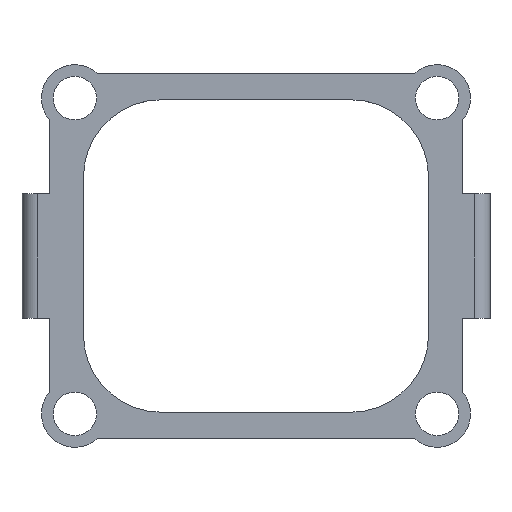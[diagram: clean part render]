
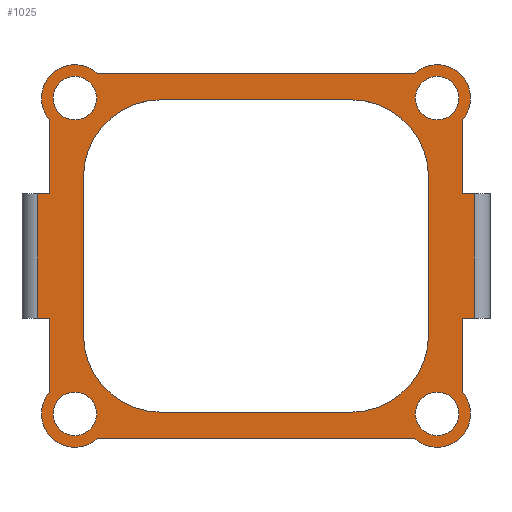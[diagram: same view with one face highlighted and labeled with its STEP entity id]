
A CAD part, top view. The second image highlights one B-rep face of the part: STEP entity #1025.
In plain terms, the highlighted planar face has unit normal (0, 0, 1).
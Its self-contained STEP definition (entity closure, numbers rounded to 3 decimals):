
#135=CARTESIAN_POINT('',(-6.1,5.05,1.));
#136=DIRECTION('',(0.,0.,-1.));
#137=DIRECTION('',(-1.,0.,0.));
#138=AXIS2_PLACEMENT_3D('',#135,#136,#137);
#153=CARTESIAN_POINT('',(-6.1,-5.05,1.));
#154=DIRECTION('',(0.,0.,-1.));
#155=DIRECTION('',(0.,-1.,0.));
#156=AXIS2_PLACEMENT_3D('',#153,#154,#155);
#171=CARTESIAN_POINT('',(6.1,-5.05,1.));
#172=DIRECTION('',(0.,0.,-1.));
#173=DIRECTION('',(1.,0.,0.));
#174=AXIS2_PLACEMENT_3D('',#171,#172,#173);
#189=CARTESIAN_POINT('',(6.1,5.05,1.));
#190=DIRECTION('',(0.,0.,-1.));
#191=DIRECTION('',(0.,1.,0.));
#192=AXIS2_PLACEMENT_3D('',#189,#190,#191);
#194=DIRECTION('',(0.,-1.,0.));
#195=VECTOR('',#194,10.1);
#196=CARTESIAN_POINT('',(11.1,5.05,1.));
#197=LINE('',#196,#195);
#198=DIRECTION('',(1.,0.,0.));
#199=VECTOR('',#198,12.2);
#200=CARTESIAN_POINT('',(-6.1,10.05,1.));
#201=LINE('',#200,#199);
#202=DIRECTION('',(0.,1.,0.));
#203=VECTOR('',#202,10.1);
#204=CARTESIAN_POINT('',(-11.1,-5.05,1.));
#205=LINE('',#204,#203);
#206=DIRECTION('',(-1.,0.,0.));
#207=VECTOR('',#206,12.2);
#208=CARTESIAN_POINT('',(6.1,-10.05,1.));
#209=LINE('',#208,#207);
#210=CARTESIAN_POINT('',(11.65,10.15,1.));
#211=DIRECTION('',(0.,0.,1.));
#212=DIRECTION('',(1.,0.,0.));
#213=AXIS2_PLACEMENT_3D('',#210,#211,#212);
#215=CARTESIAN_POINT('',(11.65,10.15,1.));
#216=DIRECTION('',(0.,0.,1.));
#217=DIRECTION('',(-1.,0.,0.));
#218=AXIS2_PLACEMENT_3D('',#215,#216,#217);
#220=CARTESIAN_POINT('',(11.65,-10.15,1.));
#221=DIRECTION('',(0.,0.,1.));
#222=DIRECTION('',(1.,0.,0.));
#223=AXIS2_PLACEMENT_3D('',#220,#221,#222);
#225=CARTESIAN_POINT('',(11.65,-10.15,1.));
#226=DIRECTION('',(0.,0.,1.));
#227=DIRECTION('',(-1.,0.,0.));
#228=AXIS2_PLACEMENT_3D('',#225,#226,#227);
#230=CARTESIAN_POINT('',(-11.65,-10.15,1.));
#231=DIRECTION('',(0.,0.,1.));
#232=DIRECTION('',(1.,0.,0.));
#233=AXIS2_PLACEMENT_3D('',#230,#231,#232);
#235=CARTESIAN_POINT('',(-11.65,-10.15,1.));
#236=DIRECTION('',(0.,0.,1.));
#237=DIRECTION('',(-1.,0.,0.));
#238=AXIS2_PLACEMENT_3D('',#235,#236,#237);
#240=CARTESIAN_POINT('',(-11.65,10.15,1.));
#241=DIRECTION('',(0.,0.,1.));
#242=DIRECTION('',(1.,0.,0.));
#243=AXIS2_PLACEMENT_3D('',#240,#241,#242);
#245=CARTESIAN_POINT('',(-11.65,10.15,1.));
#246=DIRECTION('',(0.,0.,1.));
#247=DIRECTION('',(-1.,0.,0.));
#248=AXIS2_PLACEMENT_3D('',#245,#246,#247);
#250=DIRECTION('',(0.,-1.,0.));
#251=VECTOR('',#250,4.682);
#252=CARTESIAN_POINT('',(-13.25,8.714,1.));
#253=LINE('',#252,#251);
#254=CARTESIAN_POINT('',(-11.65,10.15,1.));
#255=DIRECTION('',(0.,0.,1.));
#256=DIRECTION('',(0.668,0.744,0.));
#257=AXIS2_PLACEMENT_3D('',#254,#255,#256);
#259=DIRECTION('',(-1.,0.,0.));
#260=VECTOR('',#259,20.428);
#261=CARTESIAN_POINT('',(10.214,11.75,1.));
#262=LINE('',#261,#260);
#263=CARTESIAN_POINT('',(11.65,10.15,1.));
#264=DIRECTION('',(0.,0.,1.));
#265=DIRECTION('',(0.744,-0.668,0.));
#266=AXIS2_PLACEMENT_3D('',#263,#264,#265);
#268=DIRECTION('',(0.,1.,0.));
#269=VECTOR('',#268,4.682);
#270=CARTESIAN_POINT('',(13.25,4.031,1.));
#271=LINE('',#270,#269);
#272=DIRECTION('',(0.,-1.,0.));
#273=VECTOR('',#272,8.035);
#274=CARTESIAN_POINT('',(14.05,4.017,1.));
#275=LINE('',#274,#273);
#276=DIRECTION('',(0.,1.,0.));
#277=VECTOR('',#276,4.682);
#278=CARTESIAN_POINT('',(13.25,-8.714,1.));
#279=LINE('',#278,#277);
#280=CARTESIAN_POINT('',(11.65,-10.15,1.));
#281=DIRECTION('',(0.,0.,1.));
#282=DIRECTION('',(-0.668,-0.744,0.));
#283=AXIS2_PLACEMENT_3D('',#280,#281,#282);
#285=DIRECTION('',(1.,0.,0.));
#286=VECTOR('',#285,20.428);
#287=CARTESIAN_POINT('',(-10.214,-11.75,1.));
#288=LINE('',#287,#286);
#289=CARTESIAN_POINT('',(-11.65,-10.15,1.));
#290=DIRECTION('',(0.,0.,1.));
#291=DIRECTION('',(-0.744,0.668,0.));
#292=AXIS2_PLACEMENT_3D('',#289,#290,#291);
#294=DIRECTION('',(0.,-1.,0.));
#295=VECTOR('',#294,4.682);
#296=CARTESIAN_POINT('',(-13.25,-4.031,1.));
#297=LINE('',#296,#295);
#370=DIRECTION('',(1.,0.017,0.));
#371=VECTOR('',#370,0.8);
#372=CARTESIAN_POINT('',(13.25,-4.031,1.));
#373=LINE('',#372,#371);
#380=CARTESIAN_POINT('',(14.05,-4.017,1.));
#426=CARTESIAN_POINT('',(14.05,4.017,1.));
#434=DIRECTION('',(-1.,0.017,0.));
#435=VECTOR('',#434,0.8);
#436=CARTESIAN_POINT('',(14.05,4.017,1.));
#437=LINE('',#436,#435);
#494=CARTESIAN_POINT('',(-14.05,-4.017,1.));
#502=DIRECTION('',(1.,-0.017,0.));
#503=VECTOR('',#502,0.8);
#504=CARTESIAN_POINT('',(-14.05,-4.017,1.));
#505=LINE('',#504,#503);
#542=DIRECTION('',(-1.,-0.017,0.));
#543=VECTOR('',#542,0.8);
#544=CARTESIAN_POINT('',(-13.25,4.031,1.));
#545=LINE('',#544,#543);
#552=CARTESIAN_POINT('',(-14.05,4.017,1.));
#574=DIRECTION('',(0.,-1.,0.));
#575=VECTOR('',#574,8.035);
#576=CARTESIAN_POINT('',(-14.05,4.017,1.));
#577=LINE('',#576,#575);
#595=CARTESIAN_POINT('',(-6.1,10.05,1.));
#597=VERTEX_POINT('',#595);
#599=CARTESIAN_POINT('',(-11.1,5.05,1.));
#601=VERTEX_POINT('',#599);
#603=CARTESIAN_POINT('',(11.1,5.05,1.));
#605=VERTEX_POINT('',#603);
#607=CARTESIAN_POINT('',(6.1,10.05,1.));
#609=VERTEX_POINT('',#607);
#611=CARTESIAN_POINT('',(6.1,-10.05,1.));
#613=VERTEX_POINT('',#611);
#615=CARTESIAN_POINT('',(11.1,-5.05,1.));
#617=VERTEX_POINT('',#615);
#619=CARTESIAN_POINT('',(-11.1,-5.05,1.));
#621=VERTEX_POINT('',#619);
#623=CARTESIAN_POINT('',(-6.1,-10.05,1.));
#625=VERTEX_POINT('',#623);
#642=CARTESIAN_POINT('',(13.05,10.15,1.));
#643=CARTESIAN_POINT('',(10.25,10.15,1.));
#644=VERTEX_POINT('',#642);
#645=VERTEX_POINT('',#643);
#646=CARTESIAN_POINT('',(13.05,-10.15,1.));
#647=CARTESIAN_POINT('',(10.25,-10.15,1.));
#648=VERTEX_POINT('',#646);
#649=VERTEX_POINT('',#647);
#650=CARTESIAN_POINT('',(-10.25,-10.15,1.));
#651=CARTESIAN_POINT('',(-13.05,-10.15,1.));
#652=VERTEX_POINT('',#650);
#653=VERTEX_POINT('',#651);
#654=CARTESIAN_POINT('',(-10.25,10.15,1.));
#655=CARTESIAN_POINT('',(-13.05,10.15,1.));
#656=VERTEX_POINT('',#654);
#657=VERTEX_POINT('',#655);
#682=VERTEX_POINT('',#380);
#683=CARTESIAN_POINT('',(13.25,-4.031,1.));
#684=VERTEX_POINT('',#683);
#688=VERTEX_POINT('',#426);
#690=CARTESIAN_POINT('',(13.25,4.031,1.));
#691=VERTEX_POINT('',#690);
#709=CARTESIAN_POINT('',(-13.25,-4.031,1.));
#711=VERTEX_POINT('',#709);
#717=VERTEX_POINT('',#494);
#723=VERTEX_POINT('',#552);
#724=CARTESIAN_POINT('',(-13.25,4.031,1.));
#725=VERTEX_POINT('',#724);
#727=CARTESIAN_POINT('',(10.214,-11.75,1.));
#729=VERTEX_POINT('',#727);
#731=CARTESIAN_POINT('',(13.25,-8.714,1.));
#733=VERTEX_POINT('',#731);
#736=CARTESIAN_POINT('',(-10.214,-11.75,1.));
#737=VERTEX_POINT('',#736);
#739=CARTESIAN_POINT('',(-13.25,-8.714,1.));
#741=VERTEX_POINT('',#739);
#743=CARTESIAN_POINT('',(13.25,8.714,1.));
#745=VERTEX_POINT('',#743);
#747=CARTESIAN_POINT('',(10.214,11.75,1.));
#749=VERTEX_POINT('',#747);
#751=CARTESIAN_POINT('',(-10.214,11.75,1.));
#753=VERTEX_POINT('',#751);
#755=CARTESIAN_POINT('',(-13.25,8.714,1.));
#757=VERTEX_POINT('',#755);
#952=CARTESIAN_POINT('',(0.,0.,1.));
#953=DIRECTION('',(0.,0.,1.));
#954=DIRECTION('',(1.,0.,0.));
#955=AXIS2_PLACEMENT_3D('',#952,#953,#954);
#956=PLANE('',#955);
#958=ORIENTED_EDGE('',*,*,#957,.F.);
#960=ORIENTED_EDGE('',*,*,#959,.F.);
#962=ORIENTED_EDGE('',*,*,#961,.F.);
#964=ORIENTED_EDGE('',*,*,#963,.F.);
#966=ORIENTED_EDGE('',*,*,#965,.F.);
#968=ORIENTED_EDGE('',*,*,#967,.F.);
#970=ORIENTED_EDGE('',*,*,#969,.T.);
#972=ORIENTED_EDGE('',*,*,#971,.F.);
#974=ORIENTED_EDGE('',*,*,#973,.F.);
#976=ORIENTED_EDGE('',*,*,#975,.F.);
#978=ORIENTED_EDGE('',*,*,#977,.F.);
#980=ORIENTED_EDGE('',*,*,#979,.F.);
#982=ORIENTED_EDGE('',*,*,#981,.F.);
#984=ORIENTED_EDGE('',*,*,#983,.F.);
#986=ORIENTED_EDGE('',*,*,#985,.F.);
#988=ORIENTED_EDGE('',*,*,#987,.F.);
#989=EDGE_LOOP('',(#958,#960,#962,#964,#966,#968,#970,#972,#974,#976,#978,#980,
#982,#984,#986,#988));
#990=FACE_OUTER_BOUND('',#989,.F.);
#992=ORIENTED_EDGE('',*,*,#991,.T.);
#994=ORIENTED_EDGE('',*,*,#993,.T.);
#995=EDGE_LOOP('',(#992,#994));
#996=FACE_BOUND('',#995,.F.);
#998=ORIENTED_EDGE('',*,*,#997,.T.);
#1000=ORIENTED_EDGE('',*,*,#999,.T.);
#1001=EDGE_LOOP('',(#998,#1000));
#1002=FACE_BOUND('',#1001,.F.);
#1004=ORIENTED_EDGE('',*,*,#1003,.T.);
#1006=ORIENTED_EDGE('',*,*,#1005,.T.);
#1007=EDGE_LOOP('',(#1004,#1006));
#1008=FACE_BOUND('',#1007,.F.);
#1010=ORIENTED_EDGE('',*,*,#1009,.T.);
#1012=ORIENTED_EDGE('',*,*,#1011,.T.);
#1013=EDGE_LOOP('',(#1010,#1012));
#1014=FACE_BOUND('',#1013,.F.);
#1015=ORIENTED_EDGE('',*,*,#932,.F.);
#1016=ORIENTED_EDGE('',*,*,#947,.F.);
#1017=ORIENTED_EDGE('',*,*,#847,.F.);
#1018=ORIENTED_EDGE('',*,*,#864,.F.);
#1019=ORIENTED_EDGE('',*,*,#878,.F.);
#1020=ORIENTED_EDGE('',*,*,#892,.F.);
#1021=ORIENTED_EDGE('',*,*,#904,.F.);
#1022=ORIENTED_EDGE('',*,*,#920,.F.);
#1023=EDGE_LOOP('',(#1015,#1016,#1017,#1018,#1019,#1020,#1021,#1022));
#1024=FACE_BOUND('',#1023,.F.);
#1025=ADVANCED_FACE('',(#990,#996,#1002,#1008,#1014,#1024),#956,.T.);
#139=CIRCLE('',#138,5.);
#157=CIRCLE('',#156,5.);
#175=CIRCLE('',#174,5.);
#193=CIRCLE('',#192,5.);
#214=CIRCLE('',#213,1.4);
#219=CIRCLE('',#218,1.4);
#224=CIRCLE('',#223,1.4);
#229=CIRCLE('',#228,1.4);
#234=CIRCLE('',#233,1.4);
#239=CIRCLE('',#238,1.4);
#244=CIRCLE('',#243,1.4);
#249=CIRCLE('',#248,1.4);
#258=CIRCLE('',#257,2.15);
#267=CIRCLE('',#266,2.15);
#284=CIRCLE('',#283,2.15);
#293=CIRCLE('',#292,2.15);
#847=EDGE_CURVE('',#597,#609,#201,.T.);
#864=EDGE_CURVE('',#601,#597,#139,.T.);
#878=EDGE_CURVE('',#621,#601,#205,.T.);
#892=EDGE_CURVE('',#625,#621,#157,.T.);
#904=EDGE_CURVE('',#613,#625,#209,.T.);
#920=EDGE_CURVE('',#617,#613,#175,.T.);
#932=EDGE_CURVE('',#605,#617,#197,.T.);
#947=EDGE_CURVE('',#609,#605,#193,.T.);
#957=EDGE_CURVE('',#757,#725,#253,.T.);
#959=EDGE_CURVE('',#753,#757,#258,.T.);
#961=EDGE_CURVE('',#749,#753,#262,.T.);
#963=EDGE_CURVE('',#745,#749,#267,.T.);
#965=EDGE_CURVE('',#691,#745,#271,.T.);
#967=EDGE_CURVE('',#688,#691,#437,.T.);
#969=EDGE_CURVE('',#688,#682,#275,.T.);
#971=EDGE_CURVE('',#684,#682,#373,.T.);
#973=EDGE_CURVE('',#733,#684,#279,.T.);
#975=EDGE_CURVE('',#729,#733,#284,.T.);
#977=EDGE_CURVE('',#737,#729,#288,.T.);
#979=EDGE_CURVE('',#741,#737,#293,.T.);
#981=EDGE_CURVE('',#711,#741,#297,.T.);
#983=EDGE_CURVE('',#717,#711,#505,.T.);
#985=EDGE_CURVE('',#723,#717,#577,.T.);
#987=EDGE_CURVE('',#725,#723,#545,.T.);
#991=EDGE_CURVE('',#644,#645,#214,.T.);
#993=EDGE_CURVE('',#645,#644,#219,.T.);
#997=EDGE_CURVE('',#648,#649,#224,.T.);
#999=EDGE_CURVE('',#649,#648,#229,.T.);
#1003=EDGE_CURVE('',#652,#653,#234,.T.);
#1005=EDGE_CURVE('',#653,#652,#239,.T.);
#1009=EDGE_CURVE('',#656,#657,#244,.T.);
#1011=EDGE_CURVE('',#657,#656,#249,.T.);
